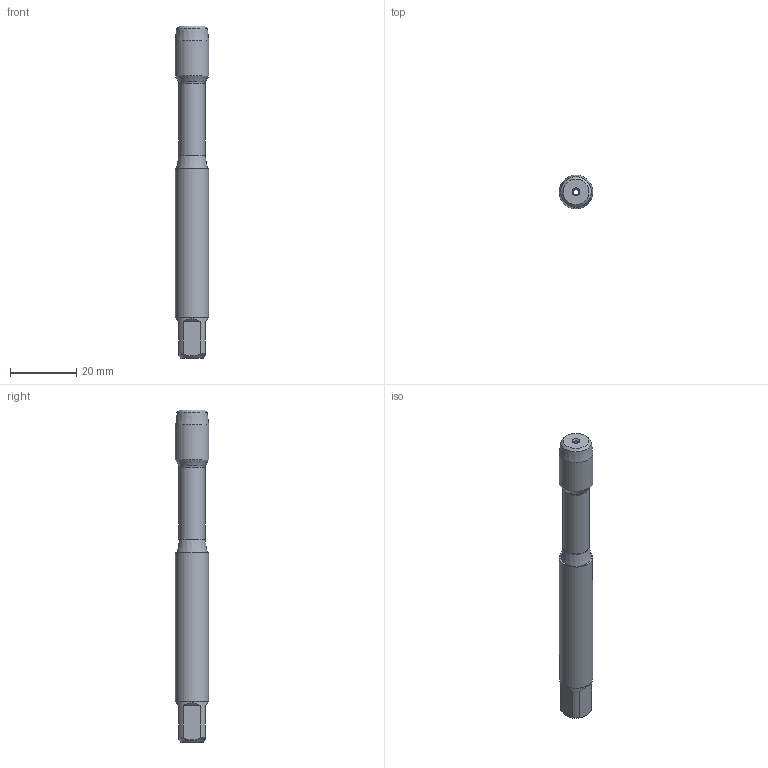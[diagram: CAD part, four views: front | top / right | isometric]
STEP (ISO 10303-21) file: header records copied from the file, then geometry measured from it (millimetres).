
FILE_DESCRIPTION(/* description */ (''),/* implementation_level */ '2;1');
FILE_NAME(/* name */ 'd602_20220505_200719_tb_1.stp',/* time_stamp */ '2022-05-05T20:09:12+02:00',/* author */ (''),/* organization */ ('SMS'),/* preprocessor_version */ 'ST-DEVELOPER v16.7',/* originating_system */ 'SIEMENS PLM Software NX 12.0',/* authorisation */ '');
FILE_SCHEMA (('AUTOMOTIVE_DESIGN { 1 0 10303 214 3 1 1 1 }'));
Length unit declared in the file: millimetre
Products named in the file (1): D602_20220505_200719_TB_1
Bounding box: 10.18 x 10.18 x 100 mm (x, y, z)
Volume: 6617.2 mm3; surface area: 3613.7 mm2
Topology: 1 solids, 1 shells, 27 faces, 127 edges, 171 vertices
Faces by surface type: plane 12, cone 7, cylinder 6, torus 2
Full cylindrical faces by diameter (mm): 1.7 x1, 3 x1, 7.881 x1, 9.6 x1, 10 x1, 10.18 x1
Entity records: 1280 total; most frequent: CARTESIAN_POINT 191, DIRECTION 182, ORIENTED_EDGE 84, LINE 74, VECTOR 74, STYLED_ITEM 68, PRESENTATION_STYLE_ASSIGNMENT 68, CURVE_STYLE 62
